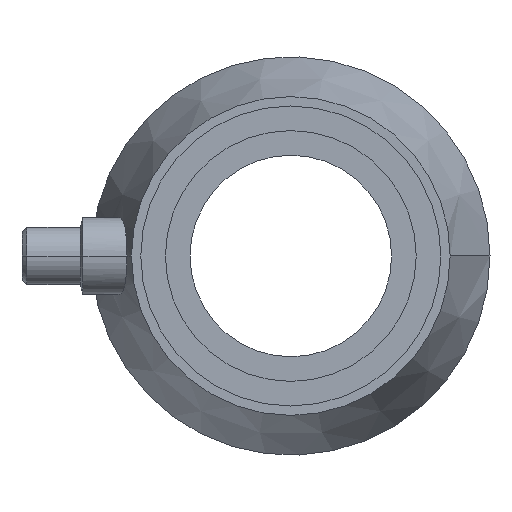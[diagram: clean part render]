
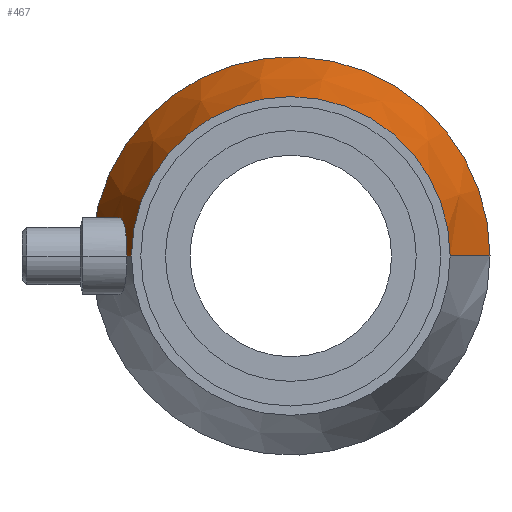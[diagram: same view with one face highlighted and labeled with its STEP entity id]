
A CAD part, left-side view. The second image highlights one B-rep face of the part: STEP entity #467.
In plain terms, the highlighted conical face has half-angle 18.23 degrees and reference radius 37.35 mm.
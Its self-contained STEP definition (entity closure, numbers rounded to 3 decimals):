
#351 = EDGE_CURVE( '', #355, #861, #1014, .T. );
#355 = VERTEX_POINT( '', #1018 );
#399 = VERTEX_POINT( '', #1073 );
#437 = EDGE_CURVE( '', #399, #765, #1116, .T. );
#467 = ADVANCED_FACE( '', ( #1149 ), #1150, .T. );
#519 = VERTEX_POINT( '', #1210 );
#653 = EDGE_CURVE( '', #519, #729, #1354, .T. );
#661 = EDGE_CURVE( '', #729, #399, #1362, .T. );
#683 = VERTEX_POINT( '', #1388 );
#729 = VERTEX_POINT( '', #1440 );
#751 = VERTEX_POINT( '', #1466 );
#753 = EDGE_CURVE( '', #683, #519, #1468, .T. );
#765 = VERTEX_POINT( '', #1484 );
#773 = EDGE_CURVE( '', #355, #683, #1493, .T. );
#861 = VERTEX_POINT( '', #1595 );
#869 = EDGE_CURVE( '', #765, #751, #1603, .T. );
#945 = EDGE_CURVE( '', #751, #861, #1684, .T. );
#1014 = CIRCLE( '', #1749, 33.2 );
#1018 = CARTESIAN_POINT( '', ( -63., -33.2, 0. ) );
#1073 = CARTESIAN_POINT( '', ( -44., 39.458, 0. ) );
#1116 = B_SPLINE_CURVE_WITH_KNOTS( '', 3, ( #1874, #1875, #1876, #1877, #1878, #1879, #1880, #1881, #1882, #1883, #1884, #1885, #1886, #1887, #1888, #1889, #1890, #1891 ), .UNSPECIFIED., .F., .F., ( 4, 2, 2, 2, 2, 2, 2, 2, 4 ), ( 36.476, 38.098, 39.72, 41.342, 42.965, 44.643, 46.322, 48.001, 49.68 ), .UNSPECIFIED. );
#1149 = FACE_OUTER_BOUND( '', #1933, .T. );
#1150 = CONICAL_SURFACE( '', #1934, 37.35, 0.318 );
#1210 = CARTESIAN_POINT( '', ( -37.8, 41.346, 3.572 ) );
#1354 = B_SPLINE_CURVE_WITH_KNOTS( '', 3, ( #2464, #2465, #2466, #2467, #2468, #2469, #2470, #2471, #2472, #2473, #2474, #2475, #2476, #2477, #2478, #2479, #2480, #2481, #2482, #2483, #2484, #2485, #2486, #2487, #2488, #2489 ), .UNSPECIFIED., .F., .F., ( 4, 2, 2, 2, 2, 2, 2, 2, 2, 2, 2, 2, 4 ), ( 3.615, 4.189, 4.959, 5.694, 6.429, 7.165, 7.9, 8.635, 9.37, 10.105, 10.841, 11.611, 12.185 ), .UNSPECIFIED. );
#1362 = LINE( '', #2500, #2501 );
#1388 = CARTESIAN_POINT( '', ( -37.8, -41.5, 0. ) );
#1440 = CARTESIAN_POINT( '', ( -40., 40.775, 0. ) );
#1466 = CARTESIAN_POINT( '', ( -60., 34.188, 0. ) );
#1468 = CIRCLE( '', #2663, 41.5 );
#1484 = CARTESIAN_POINT( '', ( -52.572, 35.755, 7.979 ) );
#1493 = LINE( '', #2692, #2693 );
#1595 = CARTESIAN_POINT( '', ( -63., 33.2, 0. ) );
#1603 = B_SPLINE_CURVE_WITH_KNOTS( '', 3, ( #2867, #2868, #2869, #2870, #2871, #2872, #2873, #2874, #2875, #2876, #2877, #2878, #2879, #2880, #2881, #2882, #2883, #2884 ), .UNSPECIFIED., .F., .F., ( 4, 2, 2, 2, 2, 2, 2, 2, 4 ), ( 0., 1.476, 2.952, 4.429, 5.905, 7.338, 8.77, 10.203, 11.636 ), .UNSPECIFIED. );
#1684 = LINE( '', #3044, #3045 );
#1749 = AXIS2_PLACEMENT_3D( '', #3122, #3123, #3124 );
#1874 = CARTESIAN_POINT( '', ( -44., 39.458, 0. ) );
#1875 = CARTESIAN_POINT( '', ( -44., 39.458, 0.541 ) );
#1876 = CARTESIAN_POINT( '', ( -44.056, 39.428, 1.095 ) );
#1877 = CARTESIAN_POINT( '', ( -44.285, 39.307, 2.187 ) );
#1878 = CARTESIAN_POINT( '', ( -44.458, 39.216, 2.725 ) );
#1879 = CARTESIAN_POINT( '', ( -44.908, 38.983, 3.744 ) );
#1880 = CARTESIAN_POINT( '', ( -45.186, 38.84, 4.227 ) );
#1881 = CARTESIAN_POINT( '', ( -45.82, 38.524, 5.109 ) );
#1882 = CARTESIAN_POINT( '', ( -46.176, 38.35, 5.508 ) );
#1883 = CARTESIAN_POINT( '', ( -46.936, 37.988, 6.216 ) );
#1884 = CARTESIAN_POINT( '', ( -47.369, 37.787, 6.547 ) );
#1885 = CARTESIAN_POINT( '', ( -48.306, 37.369, 7.117 ) );
#1886 = CARTESIAN_POINT( '', ( -48.809, 37.153, 7.357 ) );
#1887 = CARTESIAN_POINT( '', ( -49.856, 36.726, 7.727 ) );
#1888 = CARTESIAN_POINT( '', ( -50.399, 36.514, 7.858 ) );
#1889 = CARTESIAN_POINT( '', ( -51.492, 36.114, 8.003 ) );
#1890 = CARTESIAN_POINT( '', ( -52.041, 35.926, 8.018 ) );
#1891 = CARTESIAN_POINT( '', ( -52.572, 35.755, 7.979 ) );
#1933 = EDGE_LOOP( '', ( #3278, #3279, #3280, #3281, #3282, #3283, #3284, #3285 ) );
#1934 = AXIS2_PLACEMENT_3D( '', #3286, #3287, #3288 );
#2464 = CARTESIAN_POINT( '', ( -37.8, 41.346, 3.572 ) );
#2465 = CARTESIAN_POINT( '', ( -37.976, 41.295, 3.483 ) );
#2466 = CARTESIAN_POINT( '', ( -38.145, 41.248, 3.382 ) );
#2467 = CARTESIAN_POINT( '', ( -38.52, 41.145, 3.117 ) );
#2468 = CARTESIAN_POINT( '', ( -38.717, 41.093, 2.946 ) );
#2469 = CARTESIAN_POINT( '', ( -39.058, 41.004, 2.589 ) );
#2470 = CARTESIAN_POINT( '', ( -39.216, 40.965, 2.393 ) );
#2471 = CARTESIAN_POINT( '', ( -39.493, 40.896, 1.965 ) );
#2472 = CARTESIAN_POINT( '', ( -39.614, 40.867, 1.735 ) );
#2473 = CARTESIAN_POINT( '', ( -39.807, 40.82, 1.253 ) );
#2474 = CARTESIAN_POINT( '', ( -39.881, 40.803, 1.003 ) );
#2475 = CARTESIAN_POINT( '', ( -39.977, 40.781, 0.498 ) );
#2476 = CARTESIAN_POINT( '', ( -40., 40.775, 0.245 ) );
#2477 = CARTESIAN_POINT( '', ( -40., 40.775, -0.245 ) );
#2478 = CARTESIAN_POINT( '', ( -39.977, 40.781, -0.498 ) );
#2479 = CARTESIAN_POINT( '', ( -39.881, 40.803, -1.003 ) );
#2480 = CARTESIAN_POINT( '', ( -39.807, 40.82, -1.253 ) );
#2481 = CARTESIAN_POINT( '', ( -39.614, 40.867, -1.735 ) );
#2482 = CARTESIAN_POINT( '', ( -39.493, 40.896, -1.965 ) );
#2483 = CARTESIAN_POINT( '', ( -39.216, 40.965, -2.393 ) );
#2484 = CARTESIAN_POINT( '', ( -39.058, 41.004, -2.589 ) );
#2485 = CARTESIAN_POINT( '', ( -38.717, 41.093, -2.946 ) );
#2486 = CARTESIAN_POINT( '', ( -38.52, 41.145, -3.117 ) );
#2487 = CARTESIAN_POINT( '', ( -38.145, 41.248, -3.382 ) );
#2488 = CARTESIAN_POINT( '', ( -37.976, 41.295, -3.483 ) );
#2489 = CARTESIAN_POINT( '', ( -37.8, 41.346, -3.572 ) );
#2500 = CARTESIAN_POINT( '', ( -50.4, 37.35, 0. ) );
#2501 = VECTOR( '', #3524, 1. );
#2663 = AXIS2_PLACEMENT_3D( '', #3658, #3659, #3660 );
#2692 = CARTESIAN_POINT( '', ( -50.4, -37.35, 0. ) );
#2693 = VECTOR( '', #3695, 1. );
#2867 = CARTESIAN_POINT( '', ( -52.572, 35.755, 7.979 ) );
#2868 = CARTESIAN_POINT( '', ( -53.04, 35.605, 7.946 ) );
#2869 = CARTESIAN_POINT( '', ( -53.525, 35.458, 7.869 ) );
#2870 = CARTESIAN_POINT( '', ( -54.491, 35.187, 7.619 ) );
#2871 = CARTESIAN_POINT( '', ( -54.973, 35.063, 7.445 ) );
#2872 = CARTESIAN_POINT( '', ( -55.897, 34.843, 7.005 ) );
#2873 = CARTESIAN_POINT( '', ( -56.341, 34.747, 6.739 ) );
#2874 = CARTESIAN_POINT( '', ( -57.161, 34.585, 6.134 ) );
#2875 = CARTESIAN_POINT( '', ( -57.538, 34.518, 5.794 ) );
#2876 = CARTESIAN_POINT( '', ( -58.192, 34.411, 5.087 ) );
#2877 = CARTESIAN_POINT( '', ( -58.496, 34.367, 4.697 ) );
#2878 = CARTESIAN_POINT( '', ( -59.03, 34.295, 3.851 ) );
#2879 = CARTESIAN_POINT( '', ( -59.261, 34.267, 3.396 ) );
#2880 = CARTESIAN_POINT( '', ( -59.633, 34.225, 2.45 ) );
#2881 = CARTESIAN_POINT( '', ( -59.773, 34.21, 1.958 ) );
#2882 = CARTESIAN_POINT( '', ( -59.957, 34.192, 0.972 ) );
#2883 = CARTESIAN_POINT( '', ( -60., 34.188, 0.478 ) );
#2884 = CARTESIAN_POINT( '', ( -60., 34.188, 0. ) );
#3044 = CARTESIAN_POINT( '', ( -50.4, 37.35, 0. ) );
#3045 = VECTOR( '', #3938, 1. );
#3122 = CARTESIAN_POINT( '', ( -63., 0., 0. ) );
#3123 = DIRECTION( '', ( -1., 0., 0. ) );
#3124 = DIRECTION( '', ( 0., 1., 0. ) );
#3278 = ORIENTED_EDGE( '', *, *, #661, .T. );
#3279 = ORIENTED_EDGE( '', *, *, #437, .T. );
#3280 = ORIENTED_EDGE( '', *, *, #869, .T. );
#3281 = ORIENTED_EDGE( '', *, *, #945, .T. );
#3282 = ORIENTED_EDGE( '', *, *, #351, .F. );
#3283 = ORIENTED_EDGE( '', *, *, #773, .T. );
#3284 = ORIENTED_EDGE( '', *, *, #753, .T. );
#3285 = ORIENTED_EDGE( '', *, *, #653, .T. );
#3286 = CARTESIAN_POINT( '', ( -50.4, 0., 0. ) );
#3287 = DIRECTION( '', ( 1., 0., 0. ) );
#3288 = DIRECTION( '', ( 0., 1., 0. ) );
#3524 = DIRECTION( '', ( -0.95, -0.313, 0. ) );
#3658 = CARTESIAN_POINT( '', ( -37.8, 0., 0. ) );
#3659 = DIRECTION( '', ( -1., 0., 0. ) );
#3660 = DIRECTION( '', ( 0., 1., 0. ) );
#3695 = DIRECTION( '', ( 0.95, -0.313, 0. ) );
#3938 = DIRECTION( '', ( -0.95, -0.313, 0. ) );
